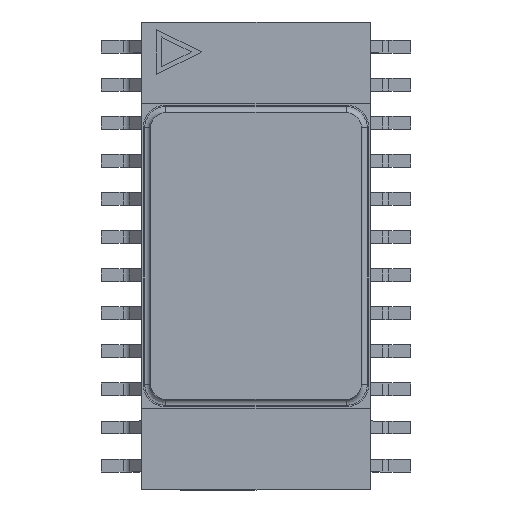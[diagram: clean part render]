
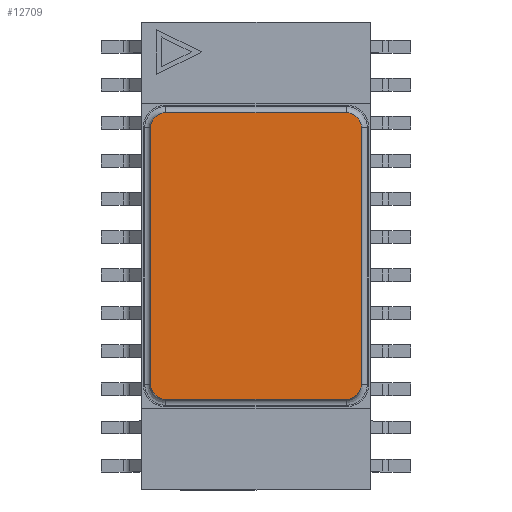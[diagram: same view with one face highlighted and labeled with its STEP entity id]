
A CAD part, top view. The second image highlights one B-rep face of the part: STEP entity #12709.
In plain terms, the highlighted planar face has unit normal (0, 0, 1).
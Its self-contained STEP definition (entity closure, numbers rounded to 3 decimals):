
#12454=CARTESIAN_POINT('',(-3.01,-4.78,3.048));
#12455=VERTEX_POINT('',#12454);
#12462=CARTESIAN_POINT('',(-3.51,-4.28,3.048));
#12463=VERTEX_POINT('',#12462);
#12464=CARTESIAN_POINT('',(-3.01,-4.28,3.048));
#12465=DIRECTION('',(0.0,0.0,-1.0));
#12466=DIRECTION('',(-0.707,-0.707,0.0));
#12467=AXIS2_PLACEMENT_3D('',#12464,#12465,#12466);
#12468=CIRCLE('',#12467,0.5);
#12469=EDGE_CURVE('',#12455,#12463,#12468,.T.);
#12493=CARTESIAN_POINT('',(3.01,-4.78,3.048));
#12494=VERTEX_POINT('',#12493);
#12501=CARTESIAN_POINT('',(3.01,-4.78,3.048));
#12502=DIRECTION('',(-1.0,0.0,0.0));
#12503=VECTOR('',#12502,6.02);
#12504=LINE('',#12501,#12503);
#12505=EDGE_CURVE('',#12494,#12455,#12504,.T.);
#12525=CARTESIAN_POINT('',(3.51,-4.28,3.048));
#12526=VERTEX_POINT('',#12525);
#12533=CARTESIAN_POINT('',(3.01,-4.28,3.048));
#12534=DIRECTION('',(0.0,0.0,-1.0));
#12535=DIRECTION('',(0.707,-0.707,0.0));
#12536=AXIS2_PLACEMENT_3D('',#12533,#12534,#12535);
#12537=CIRCLE('',#12536,0.5);
#12538=EDGE_CURVE('',#12526,#12494,#12537,.T.);
#12557=CARTESIAN_POINT('',(3.51,4.28,3.048));
#12558=VERTEX_POINT('',#12557);
#12565=CARTESIAN_POINT('',(3.51,4.28,3.048));
#12566=DIRECTION('',(0.0,-1.0,0.0));
#12567=VECTOR('',#12566,8.56);
#12568=LINE('',#12565,#12567);
#12569=EDGE_CURVE('',#12558,#12526,#12568,.T.);
#12589=CARTESIAN_POINT('',(3.01,4.78,3.048));
#12590=VERTEX_POINT('',#12589);
#12597=CARTESIAN_POINT('',(3.01,4.28,3.048));
#12598=DIRECTION('',(0.0,0.0,-1.0));
#12599=DIRECTION('',(0.707,0.707,0.0));
#12600=AXIS2_PLACEMENT_3D('',#12597,#12598,#12599);
#12601=CIRCLE('',#12600,0.5);
#12602=EDGE_CURVE('',#12590,#12558,#12601,.T.);
#12621=CARTESIAN_POINT('',(-3.01,4.78,3.048));
#12622=VERTEX_POINT('',#12621);
#12629=CARTESIAN_POINT('',(-3.01,4.78,3.048));
#12630=DIRECTION('',(1.0,0.0,0.0));
#12631=VECTOR('',#12630,6.02);
#12632=LINE('',#12629,#12631);
#12633=EDGE_CURVE('',#12622,#12590,#12632,.T.);
#12653=CARTESIAN_POINT('',(-3.51,4.28,3.048));
#12654=VERTEX_POINT('',#12653);
#12661=CARTESIAN_POINT('',(-3.01,4.28,3.048));
#12662=DIRECTION('',(0.0,0.0,-1.0));
#12663=DIRECTION('',(-0.707,0.707,0.0));
#12664=AXIS2_PLACEMENT_3D('',#12661,#12662,#12663);
#12665=CIRCLE('',#12664,0.5);
#12666=EDGE_CURVE('',#12654,#12622,#12665,.T.);
#12684=CARTESIAN_POINT('',(-3.51,-4.28,3.048));
#12685=DIRECTION('',(0.0,1.0,0.0));
#12686=VECTOR('',#12685,8.56);
#12687=LINE('',#12684,#12686);
#12688=EDGE_CURVE('',#12463,#12654,#12687,.T.);
#12694=CARTESIAN_POINT('',(0.,0.,3.048));
#12695=DIRECTION('',(0.0,0.0,1.0));
#12696=DIRECTION('',(1.0,0.0,0.0));
#12697=AXIS2_PLACEMENT_3D('',#12694,#12695,#12696);
#12698=PLANE('',#12697);
#12699=ORIENTED_EDGE('',*,*,#12688,.F.);
#12700=ORIENTED_EDGE('',*,*,#12469,.F.);
#12701=ORIENTED_EDGE('',*,*,#12505,.F.);
#12702=ORIENTED_EDGE('',*,*,#12538,.F.);
#12703=ORIENTED_EDGE('',*,*,#12569,.F.);
#12704=ORIENTED_EDGE('',*,*,#12602,.F.);
#12705=ORIENTED_EDGE('',*,*,#12633,.F.);
#12706=ORIENTED_EDGE('',*,*,#12666,.F.);
#12707=EDGE_LOOP('',(#12699,#12700,#12701,#12702,#12703,#12704,#12705,#12706));
#12708=FACE_OUTER_BOUND('',#12707,.T.);
#12709=ADVANCED_FACE('',(#12708),#12698,.T.);
